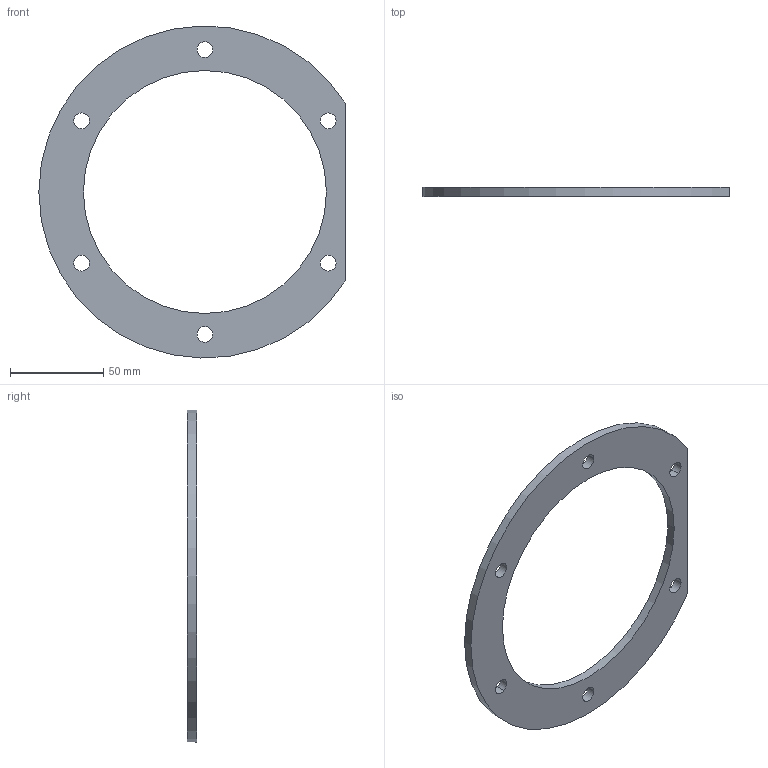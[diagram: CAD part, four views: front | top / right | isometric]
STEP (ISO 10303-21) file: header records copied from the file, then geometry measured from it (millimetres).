
FILE_DESCRIPTION((''),'2;1');
FILE_NAME('BURNER_2_LIP','2024-07-29T15:04:09',('tamc241'),(''),'CREO PARAMETRIC BY PTC INC, 2023294','CREO PARAMETRIC BY PTC INC, 2023294','');
FILE_SCHEMA(('CONFIG_CONTROL_DESIGN'));
Length unit declared in the file: millimetre
Products named in the file (1): BURNER_2_LIP
Bounding box: 163.97 x 4.83 x 177.74 mm (x, y, z)
Volume: 49792.2 mm3; surface area: 26044 mm2
Topology: 1 solids, 1 shells, 18 faces, 48 edges, 32 vertices
Faces by surface type: cylinder 15, plane 3
Entity records: 648 total; most frequent: DIRECTION 114, CARTESIAN_POINT 98, ORIENTED_EDGE 96, AXIS2_PLACEMENT_3D 48, EDGE_CURVE 48, VERTEX_POINT 32, EDGE_LOOP 32, CIRCLE 30
